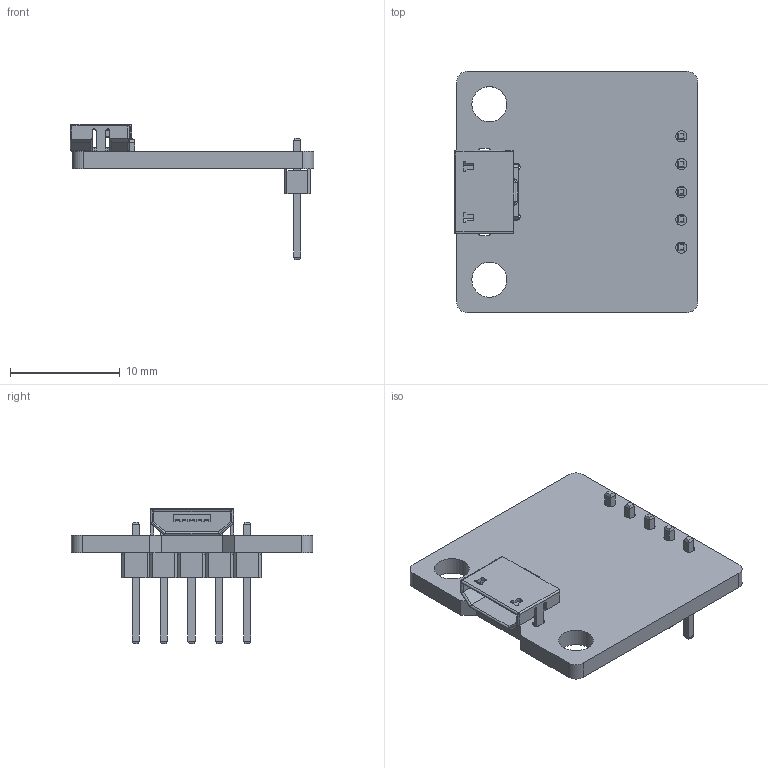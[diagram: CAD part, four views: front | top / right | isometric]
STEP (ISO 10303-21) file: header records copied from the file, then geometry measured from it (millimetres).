
FILE_DESCRIPTION(('KiCad electronic assembly'),'2;1');
FILE_NAME('Micro_USB_breakout.step','2021-10-18T08:12:25',('Pcbnew'),( 'Kicad'),'Open CASCADE STEP processor 7.5','KiCad to STEP converter' ,'Unknown');
FILE_SCHEMA(('AUTOMOTIVE_DESIGN { 1 0 10303 214 1 1 1 1 }'));
Length unit declared in the file: millimetre
Products named in the file (6): Micro_USB_breakout 1; MicroUSB Connector; SOLID; 5x_Male_Pin_2.54_mm; COMPOUND
Assembly tree (5 placements, depth 3):
  Micro_USB_breakout 1
    MicroUSB Connector
      SOLID
    5x_Male_Pin_2.54_mm
      COMPOUND
    COMPOUND
Bounding box: 22.2 x 22 x 12.36 mm (x, y, z)
Volume: 846.2 mm3; surface area: 1654.8 mm2
Topology: 7 solids, 7 shells, 446 faces, 1158 edges, 729 vertices
Faces by surface type: bspline 415, cylinder 17, plane 14
Full cylindrical faces by diameter (mm): 0.7 x2, 1 x5, 3.2 x2
Entity records: 27181 total; most frequent: CARTESIAN_POINT 10120, B_SPLINE_CURVE_WITH_KNOTS 2891, ORIENTED_EDGE 2308, PCURVE 2308, DEFINITIONAL_REPRESENTATION 2308, EDGE_CURVE 1154, SURFACE_CURVE 1145, VERTEX_POINT 729
